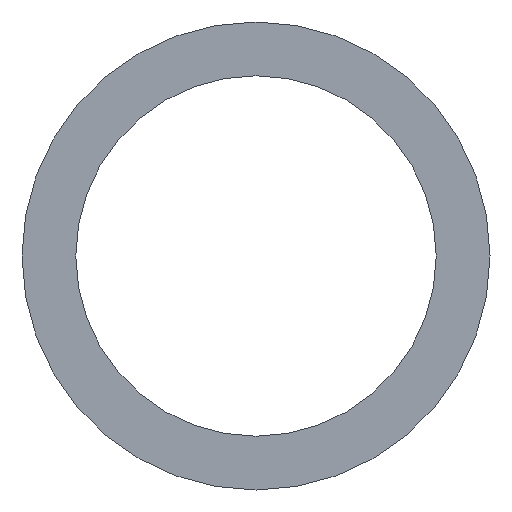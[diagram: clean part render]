
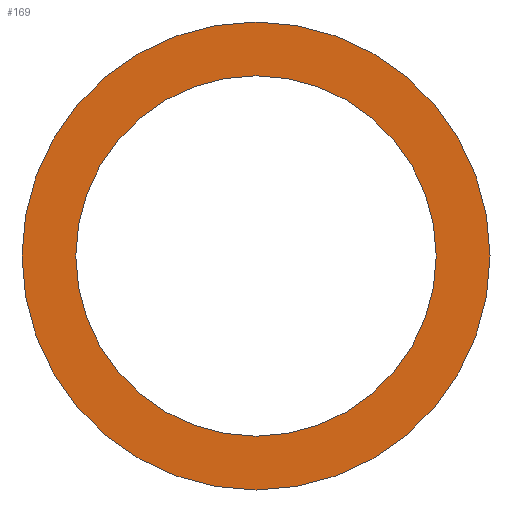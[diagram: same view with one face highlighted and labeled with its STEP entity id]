
A CAD part, front view. The second image highlights one B-rep face of the part: STEP entity #169.
In plain terms, the highlighted planar face has unit normal (0, -1, 0).
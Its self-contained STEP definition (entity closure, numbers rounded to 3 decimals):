
#1 = DIRECTION ( 'NONE',  ( 0., 1., 0. ) ) ;
#8 = VERTEX_POINT ( 'NONE', #61 ) ;
#14 = EDGE_CURVE ( 'NONE', #171, #146, #78, .T. ) ;
#17 = DIRECTION ( 'NONE',  ( 0., 1., 0. ) ) ;
#19 = AXIS2_PLACEMENT_3D ( 'NONE', #64, #17, #160 ) ;
#24 = ORIENTED_EDGE ( 'NONE', *, *, #180, .T. ) ;
#28 = ORIENTED_EDGE ( 'NONE', *, *, #141, .F. ) ;
#31 = CARTESIAN_POINT ( 'NONE',  ( 0., 0., 0. ) ) ;
#36 = AXIS2_PLACEMENT_3D ( 'NONE', #44, #172, #155 ) ;
#41 = AXIS2_PLACEMENT_3D ( 'NONE', #181, #1, #102 ) ;
#44 = CARTESIAN_POINT ( 'NONE',  ( 0., 0., 0. ) ) ;
#51 = FACE_OUTER_BOUND ( 'NONE', #140, .T. ) ;
#61 = CARTESIAN_POINT ( 'NONE',  ( 0., 0., 4.35 ) ) ;
#64 = CARTESIAN_POINT ( 'NONE',  ( 0., 0., 0. ) ) ;
#69 = DIRECTION ( 'NONE',  ( 0., 0., 1. ) ) ;
#77 = DIRECTION ( 'NONE',  ( 0., 1., 0. ) ) ;
#78 = CIRCLE ( 'NONE', #36, 3.35 ) ;
#89 = EDGE_LOOP ( 'NONE', ( #107, #24 ) ) ;
#95 = CARTESIAN_POINT ( 'NONE',  ( 0., 0., 0. ) ) ;
#96 = CIRCLE ( 'NONE', #184, 3.35 ) ;
#97 = CARTESIAN_POINT ( 'NONE',  ( 0., 0., 3.35 ) ) ;
#100 = PLANE ( 'NONE',  #41 ) ;
#102 = DIRECTION ( 'NONE',  ( 0., 0., 1. ) ) ;
#107 = ORIENTED_EDGE ( 'NONE', *, *, #14, .T. ) ;
#110 = ORIENTED_EDGE ( 'NONE', *, *, #159, .F. ) ;
#112 = CIRCLE ( 'NONE', #19, 4.35 ) ;
#124 = VERTEX_POINT ( 'NONE', #176 ) ;
#140 = EDGE_LOOP ( 'NONE', ( #110, #28 ) ) ;
#141 = EDGE_CURVE ( 'NONE', #8, #124, #168, .T. ) ;
#144 = FACE_BOUND ( 'NONE', #89, .T. ) ;
#146 = VERTEX_POINT ( 'NONE', #97 ) ;
#155 = DIRECTION ( 'NONE',  ( 0., 0., 1. ) ) ;
#159 = EDGE_CURVE ( 'NONE', #124, #8, #112, .T. ) ;
#160 = DIRECTION ( 'NONE',  ( 0., 0., 1. ) ) ;
#162 = DIRECTION ( 'NONE',  ( 0., 1., 0. ) ) ;
#168 = CIRCLE ( 'NONE', #194, 4.35 ) ;
#169 = ADVANCED_FACE ( 'NONE', ( #51, #144 ), #100, .F. ) ;
#171 = VERTEX_POINT ( 'NONE', #197 ) ;
#172 = DIRECTION ( 'NONE',  ( 0., 1., 0. ) ) ;
#176 = CARTESIAN_POINT ( 'NONE',  ( 0., 0., -4.35 ) ) ;
#180 = EDGE_CURVE ( 'NONE', #146, #171, #96, .T. ) ;
#181 = CARTESIAN_POINT ( 'NONE',  ( 0., 0., 0. ) ) ;
#184 = AXIS2_PLACEMENT_3D ( 'NONE', #31, #162, #195 ) ;
#194 = AXIS2_PLACEMENT_3D ( 'NONE', #95, #77, #69 ) ;
#195 = DIRECTION ( 'NONE',  ( 0., 0., 1. ) ) ;
#197 = CARTESIAN_POINT ( 'NONE',  ( 0., 0., -3.35 ) ) ;
